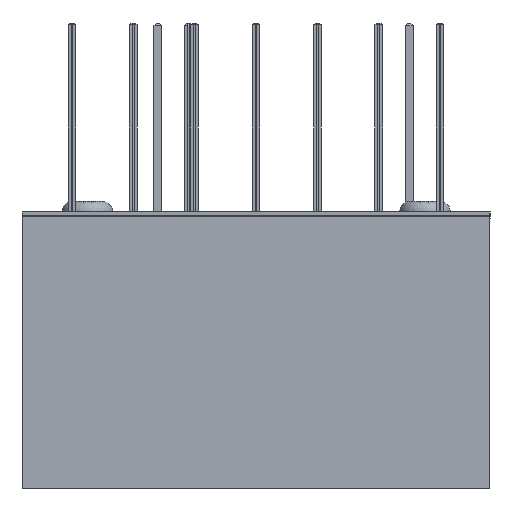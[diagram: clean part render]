
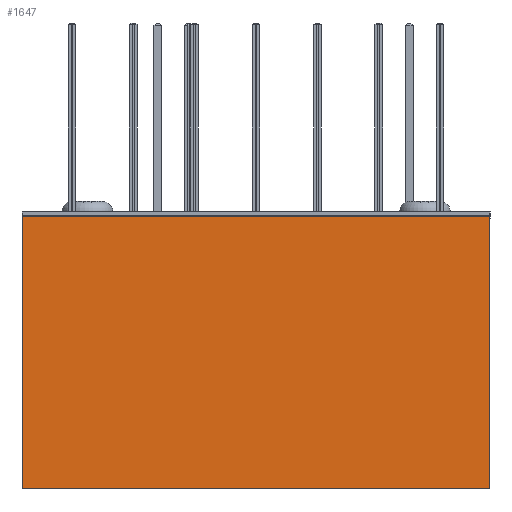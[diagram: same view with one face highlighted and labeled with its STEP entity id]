
A CAD part, left-side view. The second image highlights one B-rep face of the part: STEP entity #1647.
In plain terms, the highlighted planar face has unit normal (-1, 0, 0).
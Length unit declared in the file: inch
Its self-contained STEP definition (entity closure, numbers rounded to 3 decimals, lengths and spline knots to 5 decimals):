
#1608=CARTESIAN_POINT('',(0.0,0.0,0.0));
#1609=DIRECTION('',(-1.0,0.0,0.0));
#1610=DIRECTION('',(0.0,0.0,1.0));
#1611=AXIS2_PLACEMENT_3D('',#1608,#1609,#1610);
#1612=PLANE('',#1611);
#1613=CARTESIAN_POINT('',(0.0,0.0,0.89));
#1614=VERTEX_POINT('',#1613);
#1615=CARTESIAN_POINT('',(0.,1.525,0.89));
#1616=VERTEX_POINT('',#1615);
#1617=CARTESIAN_POINT('',(0.0,0.0,0.89));
#1618=DIRECTION('',(0.0,1.0,0.0));
#1619=VECTOR('',#1618,1.525);
#1620=LINE('',#1617,#1619);
#1621=EDGE_CURVE('',#1614,#1616,#1620,.T.);
#1622=ORIENTED_EDGE('',*,*,#1621,.T.);
#1623=CARTESIAN_POINT('',(0.,1.525,0.0));
#1624=VERTEX_POINT('',#1623);
#1625=CARTESIAN_POINT('',(0.,1.525,0.0));
#1626=DIRECTION('',(0.0,0.0,1.0));
#1627=VECTOR('',#1626,0.89);
#1628=LINE('',#1625,#1627);
#1629=EDGE_CURVE('',#1624,#1616,#1628,.T.);
#1630=ORIENTED_EDGE('',*,*,#1629,.F.);
#1631=CARTESIAN_POINT('',(0.0,0.0,0.0));
#1632=VERTEX_POINT('',#1631);
#1633=CARTESIAN_POINT('',(0.,1.525,0.0));
#1634=DIRECTION('',(0.0,-1.0,0.0));
#1635=VECTOR('',#1634,1.525);
#1636=LINE('',#1633,#1635);
#1637=EDGE_CURVE('',#1624,#1632,#1636,.T.);
#1638=ORIENTED_EDGE('',*,*,#1637,.T.);
#1639=CARTESIAN_POINT('',(0.0,0.0,0.0));
#1640=DIRECTION('',(0.0,0.0,1.0));
#1641=VECTOR('',#1640,0.89);
#1642=LINE('',#1639,#1641);
#1643=EDGE_CURVE('',#1632,#1614,#1642,.T.);
#1644=ORIENTED_EDGE('',*,*,#1643,.T.);
#1645=EDGE_LOOP('',(#1622,#1630,#1638,#1644));
#1646=FACE_OUTER_BOUND('',#1645,.T.);
#1647=ADVANCED_FACE('',(#1646),#1612,.T.);
